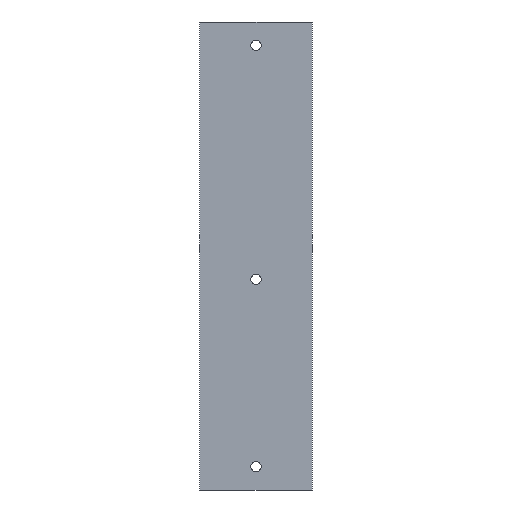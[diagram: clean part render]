
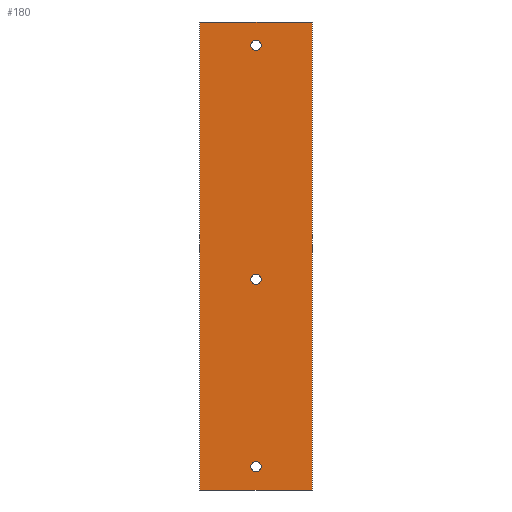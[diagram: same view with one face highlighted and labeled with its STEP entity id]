
A CAD part, front view. The second image highlights one B-rep face of the part: STEP entity #180.
In plain terms, the highlighted planar face has unit normal (0, -1, 0).
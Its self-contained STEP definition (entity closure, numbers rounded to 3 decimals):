
#17=FACE_BOUND('',#43,.T.);
#18=FACE_BOUND('',#44,.T.);
#19=FACE_BOUND('',#45,.T.);
#23=CIRCLE('',#213,5.5);
#24=CIRCLE('',#214,5.5);
#25=CIRCLE('',#215,5.5);
#33=FACE_OUTER_BOUND('',#42,.T.);
#42=EDGE_LOOP('',(#134,#135,#136,#137));
#43=EDGE_LOOP('',(#138));
#44=EDGE_LOOP('',(#139));
#45=EDGE_LOOP('',(#140));
#53=LINE('',#274,#68);
#59=LINE('',#285,#74);
#62=LINE('',#291,#77);
#64=LINE('',#294,#79);
#68=VECTOR('',#227,10.);
#74=VECTOR('',#235,10.);
#77=VECTOR('',#240,10.);
#79=VECTOR('',#244,10.);
#83=VERTEX_POINT('',#272);
#84=VERTEX_POINT('',#273);
#88=VERTEX_POINT('',#283);
#90=VERTEX_POINT('',#289);
#91=VERTEX_POINT('',#296);
#92=VERTEX_POINT('',#298);
#93=VERTEX_POINT('',#300);
#97=EDGE_CURVE('',#83,#84,#53,.T.);
#103=EDGE_CURVE('',#84,#88,#59,.T.);
#106=EDGE_CURVE('',#88,#90,#62,.T.);
#108=EDGE_CURVE('',#90,#83,#64,.T.);
#109=EDGE_CURVE('',#91,#91,#23,.T.);
#110=EDGE_CURVE('',#92,#92,#24,.T.);
#111=EDGE_CURVE('',#93,#93,#25,.T.);
#134=ORIENTED_EDGE('',*,*,#97,.T.);
#135=ORIENTED_EDGE('',*,*,#103,.T.);
#136=ORIENTED_EDGE('',*,*,#106,.T.);
#137=ORIENTED_EDGE('',*,*,#108,.T.);
#138=ORIENTED_EDGE('',*,*,#109,.T.);
#139=ORIENTED_EDGE('',*,*,#110,.T.);
#140=ORIENTED_EDGE('',*,*,#111,.T.);
#164=PLANE('',#212);
#180=ADVANCED_FACE('',(#33,#17,#18,#19),#164,.F.);
#212=AXIS2_PLACEMENT_3D('',#295,#245,#246);
#213=AXIS2_PLACEMENT_3D('',#297,#247,#248);
#214=AXIS2_PLACEMENT_3D('',#299,#249,#250);
#215=AXIS2_PLACEMENT_3D('',#301,#251,#252);
#227=DIRECTION('',(-1.,0.,0.));
#235=DIRECTION('',(0.,0.,-1.));
#240=DIRECTION('',(1.,0.,0.));
#244=DIRECTION('',(0.,0.,1.));
#245=DIRECTION('center_axis',(0.,1.,0.));
#246=DIRECTION('ref_axis',(0.,0.,1.));
#247=DIRECTION('center_axis',(0.,1.,0.));
#248=DIRECTION('ref_axis',(-1.,0.,0.));
#249=DIRECTION('center_axis',(0.,1.,0.));
#250=DIRECTION('ref_axis',(-1.,0.,0.));
#251=DIRECTION('center_axis',(0.,1.,0.));
#252=DIRECTION('ref_axis',(-1.,0.,0.));
#272=CARTESIAN_POINT('',(60.,0.,250.));
#273=CARTESIAN_POINT('',(-60.,0.,250.));
#274=CARTESIAN_POINT('',(60.,0.,250.));
#283=CARTESIAN_POINT('',(-60.,0.,-250.));
#285=CARTESIAN_POINT('',(-60.,0.,250.));
#289=CARTESIAN_POINT('',(60.,0.,-250.));
#291=CARTESIAN_POINT('',(-60.,0.,-250.));
#294=CARTESIAN_POINT('',(60.,0.,-250.));
#295=CARTESIAN_POINT('Origin',(0.,0.,0.));
#296=CARTESIAN_POINT('',(5.5,0.,-25.));
#297=CARTESIAN_POINT('Origin',(0.,0.,-25.));
#298=CARTESIAN_POINT('',(5.5,0.,225.));
#299=CARTESIAN_POINT('Origin',(0.,0.,225.));
#300=CARTESIAN_POINT('',(5.5,0.,-225.));
#301=CARTESIAN_POINT('Origin',(0.,0.,-225.));
